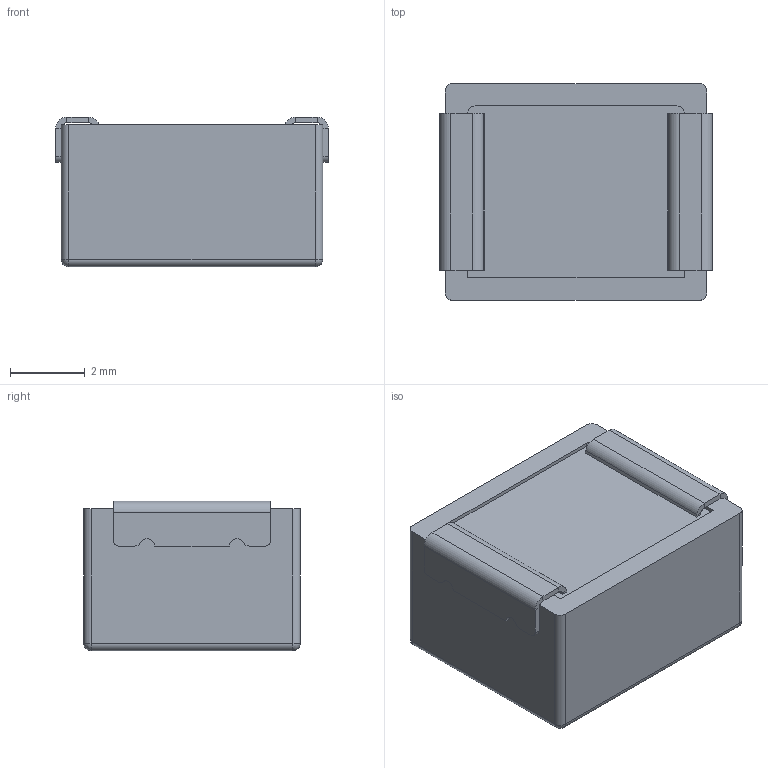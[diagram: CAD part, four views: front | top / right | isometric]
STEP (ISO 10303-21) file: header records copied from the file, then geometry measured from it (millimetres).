
FILE_DESCRIPTION(/* description */ (''),/* implementation_level */ '2;1');
FILE_NAME(/* name */ 'SF-2923 Series.stp',/* time_stamp */ '2018-11-07T09:59:33+08:00',/* author */ ('mt_user'),/* organization */ (''),/* preprocessor_version */ 'ST-DEVELOPER v16.1',/* originating_system */ 'Autodesk Inventor 2016',/* authorisation */ '');
FILE_SCHEMA (('AUTOMOTIVE_DESIGN { 1 0 10303 214 3 1 1 }'));
Length unit declared in the file: millimetre
Products named in the file (1): SF-2923 Series
Bounding box: 7.3 x 5.8 x 4 mm (x, y, z)
Volume: 154 mm3; surface area: 212.6 mm2
Topology: 1 solids, 1 shells, 85 faces, 208 edges, 124 vertices
Faces by surface type: plane 49, cylinder 32, sphere 4
Entity records: 2592 total; most frequent: DIRECTION 444, CARTESIAN_POINT 418, ORIENTED_EDGE 416, EDGE_CURVE 208, AXIS2_PLACEMENT_3D 150, LINE 144, VECTOR 144, VERTEX_POINT 124
